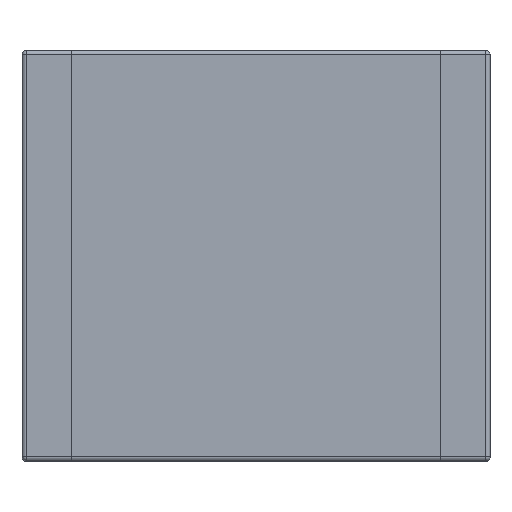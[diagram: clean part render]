
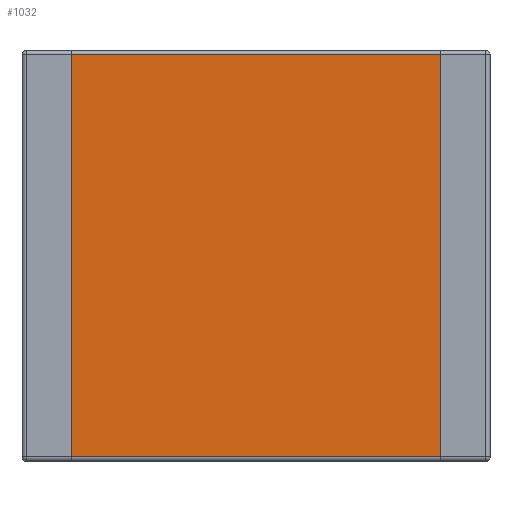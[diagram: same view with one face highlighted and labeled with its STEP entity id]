
A CAD part, top view. The second image highlights one B-rep face of the part: STEP entity #1032.
In plain terms, the highlighted planar face has unit normal (0, 0, 1).
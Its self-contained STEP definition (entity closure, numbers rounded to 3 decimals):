
#988 = VERTEX_POINT('',#989);
#989 = CARTESIAN_POINT('',(2.25,2.45,2.8));
#996 = EDGE_CURVE('',#997,#988,#999,.T.);
#997 = VERTEX_POINT('',#998);
#998 = CARTESIAN_POINT('',(2.25,-2.45,2.8));
#999 = LINE('',#1000,#1001);
#1000 = CARTESIAN_POINT('',(2.25,-2.5,2.8));
#1001 = VECTOR('',#1002,1.);
#1002 = DIRECTION('',(0.,1.,0.));
#1032 = ADVANCED_FACE('',(#1033),#1058,.F.);
#1033 = FACE_BOUND('',#1034,.T.);
#1034 = EDGE_LOOP('',(#1035,#1036,#1044,#1052));
#1035 = ORIENTED_EDGE('',*,*,#996,.T.);
#1036 = ORIENTED_EDGE('',*,*,#1037,.T.);
#1037 = EDGE_CURVE('',#988,#1038,#1040,.T.);
#1038 = VERTEX_POINT('',#1039);
#1039 = CARTESIAN_POINT('',(-2.25,2.45,2.8));
#1040 = LINE('',#1041,#1042);
#1041 = CARTESIAN_POINT('',(0.,2.45,2.8));
#1042 = VECTOR('',#1043,1.);
#1043 = DIRECTION('',(-1.,0.,0.));
#1044 = ORIENTED_EDGE('',*,*,#1045,.T.);
#1045 = EDGE_CURVE('',#1038,#1046,#1048,.T.);
#1046 = VERTEX_POINT('',#1047);
#1047 = CARTESIAN_POINT('',(-2.25,-2.45,2.8));
#1048 = LINE('',#1049,#1050);
#1049 = CARTESIAN_POINT('',(-2.25,-2.5,2.8));
#1050 = VECTOR('',#1051,1.);
#1051 = DIRECTION('',(0.,-1.,0.));
#1052 = ORIENTED_EDGE('',*,*,#1053,.T.);
#1053 = EDGE_CURVE('',#1046,#997,#1054,.T.);
#1054 = LINE('',#1055,#1056);
#1055 = CARTESIAN_POINT('',(0.,-2.45,2.8));
#1056 = VECTOR('',#1057,1.);
#1057 = DIRECTION('',(1.,0.,0.));
#1058 = PLANE('',#1059);
#1059 = AXIS2_PLACEMENT_3D('',#1060,#1061,#1062);
#1060 = CARTESIAN_POINT('',(0.,0.,2.8));
#1061 = DIRECTION('',(0.,0.,-1.));
#1062 = DIRECTION('',(0.,1.,0.));
